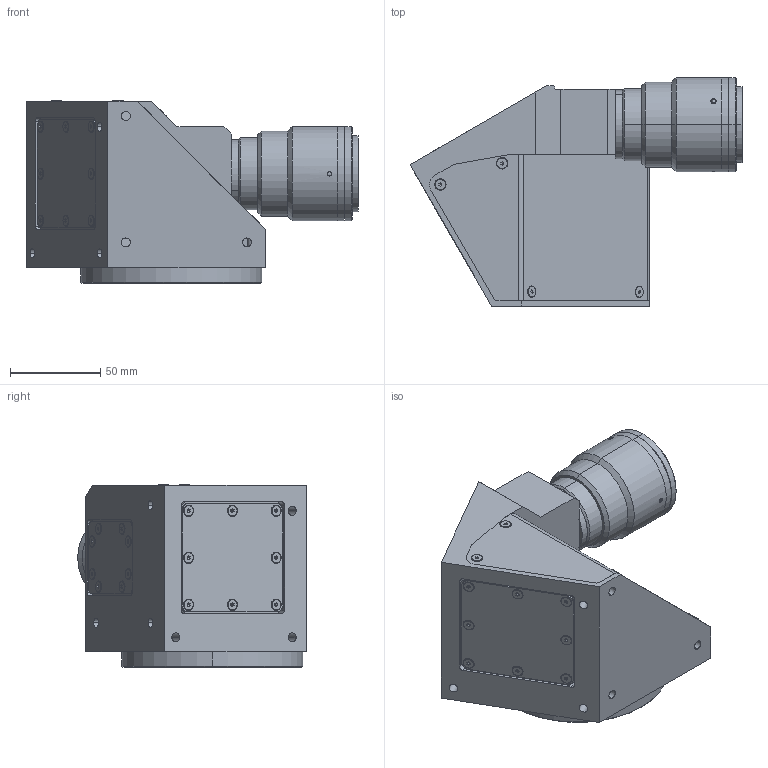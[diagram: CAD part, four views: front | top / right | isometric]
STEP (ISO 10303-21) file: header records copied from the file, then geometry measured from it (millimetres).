
FILE_DESCRIPTION (( 'STEP AP203' ), '1' );
FILE_NAME ('DP24015_TCCR2M064-E.step', '2021-10-15T12:14:43', ( '' ), ( '' ), 'SwSTEP 2.0', 'SolidWorks 2021', '' );
FILE_SCHEMA (( 'CONFIG_CONTROL_DESIGN' ));
Length unit declared in the file: millimetre
Products named in the file (1): DP24015_TCCR2M064-E
Bounding box: 183.68 x 126.5 x 100.82 mm (x, y, z)
Surface area: 96454.2 mm2 (no closed solid volume)
Topology: 0 solids, 61 shells, 407 faces, 1329 edges, 934 vertices
Faces by surface type: plane 185, cylinder 116, cone 104, sphere 2
Entity records: 14485 total; most frequent: CARTESIAN_POINT 2867, DIRECTION 2536, ORIENTED_EDGE 1946, EDGE_CURVE 1285, VERTEX_POINT 934, AXIS2_PLACEMENT_3D 859, LINE 818, VECTOR 818
